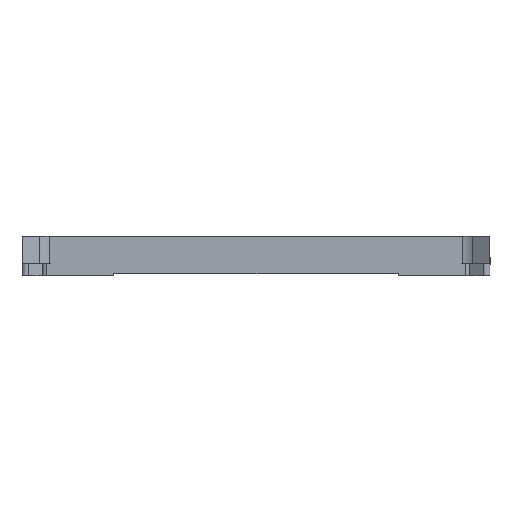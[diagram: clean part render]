
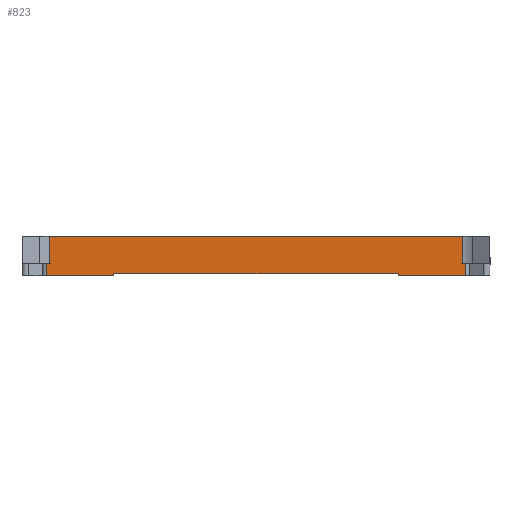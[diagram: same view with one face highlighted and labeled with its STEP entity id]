
A CAD part, front view. The second image highlights one B-rep face of the part: STEP entity #823.
In plain terms, the highlighted planar face has unit normal (0, -1, 0).
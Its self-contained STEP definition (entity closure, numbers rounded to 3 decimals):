
#33 = EDGE_CURVE ( 'NONE', #1322, #34, #1936, .T. ) ;
#34 = VERTEX_POINT ( 'NONE', #1932 ) ;
#76 = EDGE_CURVE ( 'NONE', #1284, #1592, #1970, .T. ) ;
#153 = EDGE_CURVE ( 'NONE', #231, #1263, #2073, .T. ) ;
#231 = VERTEX_POINT ( 'NONE', #2147 ) ;
#630 = VERTEX_POINT ( 'NONE', #2815 ) ;
#632 = EDGE_CURVE ( 'NONE', #630, #231, #2814, .T. ) ;
#801 = ORIENTED_EDGE ( 'NONE', *, *, #153, .F. ) ;
#802 = ORIENTED_EDGE ( 'NONE', *, *, #632, .F. ) ;
#803 = ORIENTED_EDGE ( 'NONE', *, *, #804, .F. ) ;
#804 = EDGE_CURVE ( 'NONE', #818, #630, #3085, .T. ) ;
#805 = ORIENTED_EDGE ( 'NONE', *, *, #817, .F. ) ;
#806 = ORIENTED_EDGE ( 'NONE', *, *, #33, .F. ) ;
#807 = ORIENTED_EDGE ( 'NONE', *, *, #1331, .F. ) ;
#808 = ORIENTED_EDGE ( 'NONE', *, *, #5155, .F. ) ;
#809 = ORIENTED_EDGE ( 'NONE', *, *, #1793, .T. ) ;
#810 = ORIENTED_EDGE ( 'NONE', *, *, #5127, .F. ) ;
#817 = EDGE_CURVE ( 'NONE', #34, #818, #3066, .T. ) ;
#818 = VERTEX_POINT ( 'NONE', #3062 ) ;
#823 = ADVANCED_FACE ( 'NONE', ( #3057 ), #3056, .F. ) ;
#824 = EDGE_LOOP ( 'NONE', ( #801, #802, #803, #805, #806, #807, #808, #809, #810, #875, #876, #877 ) ) ;
#875 = ORIENTED_EDGE ( 'NONE', *, *, #1594, .T. ) ;
#876 = ORIENTED_EDGE ( 'NONE', *, *, #76, .F. ) ;
#877 = ORIENTED_EDGE ( 'NONE', *, *, #1265, .F. ) ;
#1263 = VERTEX_POINT ( 'NONE', #3797 ) ;
#1265 = EDGE_CURVE ( 'NONE', #1263, #1284, #3796, .T. ) ;
#1284 = VERTEX_POINT ( 'NONE', #3816 ) ;
#1322 = VERTEX_POINT ( 'NONE', #3927 ) ;
#1329 = VERTEX_POINT ( 'NONE', #3915 ) ;
#1331 = EDGE_CURVE ( 'NONE', #1329, #1322, #3914, .T. ) ;
#1592 = VERTEX_POINT ( 'NONE', #4430 ) ;
#1594 = EDGE_CURVE ( 'NONE', #1649, #1592, #4429, .T. ) ;
#1649 = VERTEX_POINT ( 'NONE', #4510 ) ;
#1791 = VERTEX_POINT ( 'NONE', #4805 ) ;
#1793 = EDGE_CURVE ( 'NONE', #1794, #1791, #4804, .T. ) ;
#1794 = VERTEX_POINT ( 'NONE', #4800 ) ;
#1932 = CARTESIAN_POINT ( 'NONE',  ( 6.667, 2.5, 3. ) ) ;
#1933 = DIRECTION ( 'NONE',  ( 1., 0., 0. ) ) ;
#1934 = VECTOR ( 'NONE', #1933, 1000. ) ;
#1935 = CARTESIAN_POINT ( 'NONE',  ( 4.713, 2.5, 3. ) ) ;
#1936 = LINE ( 'NONE', #1935, #1934 ) ;
#1967 = DIRECTION ( 'NONE',  ( -1., 0., 0. ) ) ;
#1968 = VECTOR ( 'NONE', #1967, 1000. ) ;
#1969 = CARTESIAN_POINT ( 'NONE',  ( 115., 2.5, 0. ) ) ;
#1970 = LINE ( 'NONE', #1969, #1968 ) ;
#2070 = DIRECTION ( 'NONE',  ( 1., 0., 0. ) ) ;
#2071 = VECTOR ( 'NONE', #2070, 1000. ) ;
#2072 = CARTESIAN_POINT ( 'NONE',  ( 110.287, 2.5, 3. ) ) ;
#2073 = LINE ( 'NONE', #2072, #2071 ) ;
#2147 = CARTESIAN_POINT ( 'NONE',  ( 108.333, 2.5, 3. ) ) ;
#2811 = DIRECTION ( 'NONE',  ( 0., 0., -1. ) ) ;
#2812 = VECTOR ( 'NONE', #2811, 1000. ) ;
#2813 = CARTESIAN_POINT ( 'NONE',  ( 108.333, 2.5, 9.7 ) ) ;
#2814 = LINE ( 'NONE', #2813, #2812 ) ;
#2815 = CARTESIAN_POINT ( 'NONE',  ( 108.333, 2.5, 9.7 ) ) ;
#3056 = PLANE ( 'NONE',  #3130 ) ;
#3057 = FACE_OUTER_BOUND ( 'NONE', #824, .T. ) ;
#3062 = CARTESIAN_POINT ( 'NONE',  ( 6.667, 2.5, 9.7 ) ) ;
#3063 = DIRECTION ( 'NONE',  ( 0., 0., 1. ) ) ;
#3064 = VECTOR ( 'NONE', #3063, 1000. ) ;
#3065 = CARTESIAN_POINT ( 'NONE',  ( 6.667, 2.5, 9.7 ) ) ;
#3066 = LINE ( 'NONE', #3065, #3064 ) ;
#3082 = DIRECTION ( 'NONE',  ( 1., 0., 0. ) ) ;
#3083 = VECTOR ( 'NONE', #3082, 1000. ) ;
#3084 = CARTESIAN_POINT ( 'NONE',  ( 57.5, 2.5, 9.7 ) ) ;
#3085 = LINE ( 'NONE', #3084, #3083 ) ;
#3127 = DIRECTION ( 'NONE',  ( 0., 0., 1. ) ) ;
#3128 = DIRECTION ( 'NONE',  ( 0., 1., 0. ) ) ;
#3129 = CARTESIAN_POINT ( 'NONE',  ( 115., 2.5, 9.7 ) ) ;
#3130 = AXIS2_PLACEMENT_3D ( 'NONE', #3129, #3128, #3127 ) ;
#3793 = DIRECTION ( 'NONE',  ( 0., 0., -1. ) ) ;
#3794 = VECTOR ( 'NONE', #3793, 1000. ) ;
#3795 = CARTESIAN_POINT ( 'NONE',  ( 109., 2.5, 9.7 ) ) ;
#3796 = LINE ( 'NONE', #3795, #3794 ) ;
#3797 = CARTESIAN_POINT ( 'NONE',  ( 109., 2.5, 3. ) ) ;
#3816 = CARTESIAN_POINT ( 'NONE',  ( 109., 2.5, 0. ) ) ;
#3911 = DIRECTION ( 'NONE',  ( 0., 0., 1. ) ) ;
#3912 = VECTOR ( 'NONE', #3911, 1000. ) ;
#3913 = CARTESIAN_POINT ( 'NONE',  ( 6., 2.5, 9.7 ) ) ;
#3914 = LINE ( 'NONE', #3913, #3912 ) ;
#3915 = CARTESIAN_POINT ( 'NONE',  ( 6., 2.5, 0. ) ) ;
#3927 = CARTESIAN_POINT ( 'NONE',  ( 6., 2.5, 3. ) ) ;
#4426 = DIRECTION ( 'NONE',  ( 0., 0., -1. ) ) ;
#4427 = VECTOR ( 'NONE', #4426, 1000. ) ;
#4428 = CARTESIAN_POINT ( 'NONE',  ( 92.5, 2.5, 0. ) ) ;
#4429 = LINE ( 'NONE', #4428, #4427 ) ;
#4430 = CARTESIAN_POINT ( 'NONE',  ( 92.5, 2.5, 0. ) ) ;
#4510 = CARTESIAN_POINT ( 'NONE',  ( 92.5, 2.5, 0.5 ) ) ;
#4800 = CARTESIAN_POINT ( 'NONE',  ( 22.5, 2.5, 0. ) ) ;
#4801 = DIRECTION ( 'NONE',  ( 0., 0., 1. ) ) ;
#4802 = VECTOR ( 'NONE', #4801, 1000. ) ;
#4803 = CARTESIAN_POINT ( 'NONE',  ( 22.5, 2.5, 0.5 ) ) ;
#4804 = LINE ( 'NONE', #4803, #4802 ) ;
#4805 = CARTESIAN_POINT ( 'NONE',  ( 22.5, 2.5, 0.5 ) ) ;
#4982 = DIRECTION ( 'NONE',  ( -1., 0., 0. ) ) ;
#4983 = VECTOR ( 'NONE', #4982, 1000. ) ;
#4984 = CARTESIAN_POINT ( 'NONE',  ( 115., 2.5, 0.5 ) ) ;
#4985 = LINE ( 'NONE', #4984, #4983 ) ;
#5013 = DIRECTION ( 'NONE',  ( -1., 0., 0. ) ) ;
#5014 = VECTOR ( 'NONE', #5013, 1000. ) ;
#5015 = CARTESIAN_POINT ( 'NONE',  ( 115., 2.5, 0. ) ) ;
#5016 = LINE ( 'NONE', #5015, #5014 ) ;
#5127 = EDGE_CURVE ( 'NONE', #1649, #1791, #4985, .T. ) ;
#5155 = EDGE_CURVE ( 'NONE', #1794, #1329, #5016, .T. ) ;
